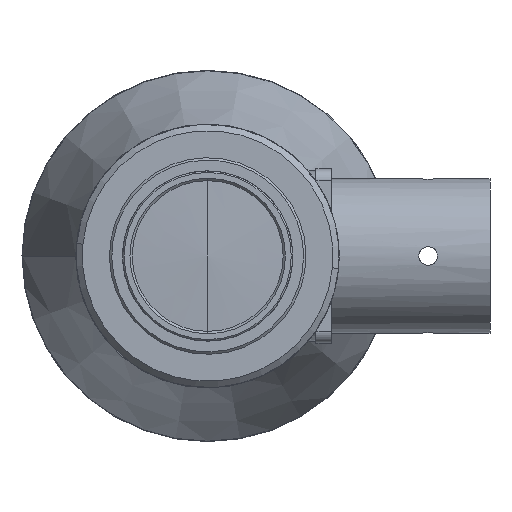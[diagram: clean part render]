
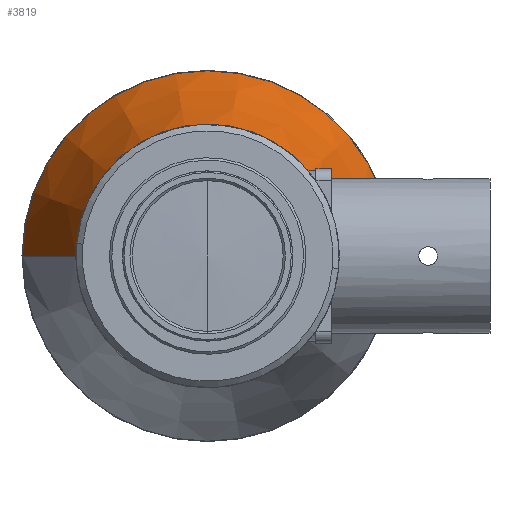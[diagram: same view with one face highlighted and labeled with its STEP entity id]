
A CAD part, left-side view. The second image highlights one B-rep face of the part: STEP entity #3819.
In plain terms, the highlighted conical face has half-angle 20 degrees and reference radius 17.06 mm.
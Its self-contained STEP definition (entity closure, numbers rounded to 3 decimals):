
#52 = VERTEX_POINT ( 'NONE', #4778 ) ;
#111 = DIRECTION ( 'NONE',  ( 1., 0., 0. ) ) ;
#177 = DIRECTION ( 'NONE',  ( 0., 0., -1. ) ) ;
#252 = DIRECTION ( 'NONE',  ( 0., 0., -1. ) ) ;
#435 = CIRCLE ( 'NONE', #4302, 23.94 ) ;
#613 = ORIENTED_EDGE ( 'NONE', *, *, #2757, .F. ) ;
#687 = DIRECTION ( 'NONE',  ( 0.94, -0.342, 0. ) ) ;
#688 = VECTOR ( 'NONE', #4279, 1000. ) ;
#757 = CARTESIAN_POINT ( 'NONE',  ( 9.666, 17.06, 0. ) ) ;
#774 = ORIENTED_EDGE ( 'NONE', *, *, #4979, .F. ) ;
#839 = VERTEX_POINT ( 'NONE', #2654 ) ;
#865 = DIRECTION ( 'NONE',  ( 0., 1., 0. ) ) ;
#987 = FACE_OUTER_BOUND ( 'NONE', #2700, .T. ) ;
#1168 = AXIS2_PLACEMENT_3D ( 'NONE', #2144, #1746, #252 ) ;
#1221 = EDGE_CURVE ( 'NONE', #839, #4224, #2951, .T. ) ;
#1412 = AXIS2_PLACEMENT_3D ( 'NONE', #4879, #2589, #4436 ) ;
#1467 = CARTESIAN_POINT ( 'NONE',  ( 9.666, 0., 0. ) ) ;
#1545 = EDGE_CURVE ( 'NONE', #1625, #3963, #4873, .T. ) ;
#1625 = VERTEX_POINT ( 'NONE', #3851 ) ;
#1746 = DIRECTION ( 'NONE',  ( -1., 0., 0. ) ) ;
#2144 = CARTESIAN_POINT ( 'NONE',  ( 9.666, 0., 0. ) ) ;
#2145 = EDGE_CURVE ( 'NONE', #3963, #3331, #4296, .T. ) ;
#2199 = EDGE_CURVE ( 'NONE', #3331, #52, #3238, .T. ) ;
#2240 = CARTESIAN_POINT ( 'NONE',  ( 9.666, -17.06, 0. ) ) ;
#2452 = DIRECTION ( 'NONE',  ( 1., 0., 0. ) ) ;
#2589 = DIRECTION ( 'NONE',  ( 1., 0., 0. ) ) ;
#2600 = AXIS2_PLACEMENT_3D ( 'NONE', #3591, #111, #865 ) ;
#2634 = CARTESIAN_POINT ( 'NONE',  ( 28.567, 23.94, 0. ) ) ;
#2654 = CARTESIAN_POINT ( 'NONE',  ( 9.666, -17.06, 0. ) ) ;
#2674 = CONICAL_SURFACE ( 'NONE', #1412, 17.06, 0.349 ) ;
#2682 = CIRCLE ( 'NONE', #3448, 17.06 ) ;
#2700 = EDGE_LOOP ( 'NONE', ( #613, #3812, #774, #4388, #4098, #3634 ) ) ;
#2757 = EDGE_CURVE ( 'NONE', #839, #1625, #2682, .T. ) ;
#2951 = LINE ( 'NONE', #2240, #4307 ) ;
#3238 = CIRCLE ( 'NONE', #2600, 23.94 ) ;
#3331 = VERTEX_POINT ( 'NONE', #2634 ) ;
#3448 = AXIS2_PLACEMENT_3D ( 'NONE', #1467, #4125, #4569 ) ;
#3504 = CARTESIAN_POINT ( 'NONE',  ( 9.666, 17.06, 0. ) ) ;
#3591 = CARTESIAN_POINT ( 'NONE',  ( 28.567, 0., 0. ) ) ;
#3619 = CARTESIAN_POINT ( 'NONE',  ( 28.567, 0., 0. ) ) ;
#3634 = ORIENTED_EDGE ( 'NONE', *, *, #1545, .F. ) ;
#3812 = ORIENTED_EDGE ( 'NONE', *, *, #1221, .T. ) ;
#3819 = ADVANCED_FACE ( 'NONE', ( #987 ), #2674, .T. ) ;
#3851 = CARTESIAN_POINT ( 'NONE',  ( 9.666, 0., 17.06 ) ) ;
#3963 = VERTEX_POINT ( 'NONE', #757 ) ;
#4098 = ORIENTED_EDGE ( 'NONE', *, *, #2145, .F. ) ;
#4125 = DIRECTION ( 'NONE',  ( -1., 0., 0. ) ) ;
#4224 = VERTEX_POINT ( 'NONE', #4908 ) ;
#4279 = DIRECTION ( 'NONE',  ( 0.94, 0.342, 0. ) ) ;
#4296 = LINE ( 'NONE', #3504, #688 ) ;
#4302 = AXIS2_PLACEMENT_3D ( 'NONE', #3619, #2452, #177 ) ;
#4307 = VECTOR ( 'NONE', #687, 1000. ) ;
#4388 = ORIENTED_EDGE ( 'NONE', *, *, #2199, .F. ) ;
#4436 = DIRECTION ( 'NONE',  ( 0., 1., 0. ) ) ;
#4569 = DIRECTION ( 'NONE',  ( 0., 0., -1. ) ) ;
#4778 = CARTESIAN_POINT ( 'NONE',  ( 28.567, 0., 23.94 ) ) ;
#4873 = CIRCLE ( 'NONE', #1168, 17.06 ) ;
#4879 = CARTESIAN_POINT ( 'NONE',  ( 9.666, 0., 0. ) ) ;
#4908 = CARTESIAN_POINT ( 'NONE',  ( 28.567, -23.94, 0. ) ) ;
#4979 = EDGE_CURVE ( 'NONE', #52, #4224, #435, .T. ) ;
